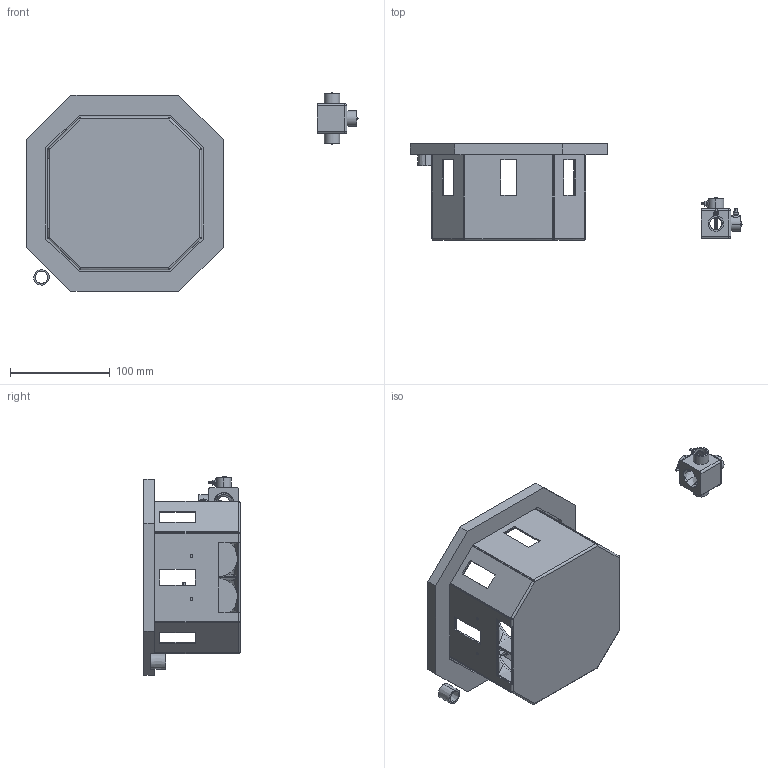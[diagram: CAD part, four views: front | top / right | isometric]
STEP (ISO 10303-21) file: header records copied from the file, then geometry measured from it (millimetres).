
FILE_DESCRIPTION (( 'STEP AP203' ), '1' );
FILE_NAME ('robotassembly.STEP', '2024-05-02T12:54:31', ( '' ), ( '' ), 'SwSTEP 2.0', 'SolidWorks 2024', '' );
FILE_SCHEMA (( 'CONFIG_CONTROL_DESIGN' ));
Length unit declared in the file: millimetre
Products named in the file (12): Butterfly_valve_tube; extension_plate; intake_duct_smaller_fans; shaft^Butterfly_valve; Part1^robotassembly; plate^Butterfly_valve; shell; robotassembly; Butterfly_valve; tube_fitting; cap^Butterfly_valve; air-divider^robotassembly
Assembly tree (14 placements, depth 3):
  Part1^robotassembly
  robotassembly
    shell
    air-divider^robotassembly
    intake_duct_smaller_fans
    tube_fitting
    Butterfly_valve  x5
      Butterfly_valve_tube
      shaft^Butterfly_valve
      plate^Butterfly_valve
      cap^Butterfly_valve
    extension_plate
Bounding box: 333.33 x 97 x 199.8 mm (x, y, z)
Volume: 206273.8 mm3; surface area: 213378.7 mm2
Topology: 25 solids, 25 shells, 909 faces, 2200 edges, 1334 vertices
Faces by surface type: plane 329, bspline 299, cylinder 207, torus 70, sphere 4
Entity records: 27137 total; most frequent: CARTESIAN_POINT 14238, ORIENTED_EDGE 2568, DIRECTION 2053, EDGE_CURVE 1284, VERTEX_POINT 786, LINE 727, VECTOR 727, AXIS2_PLACEMENT_3D 663
